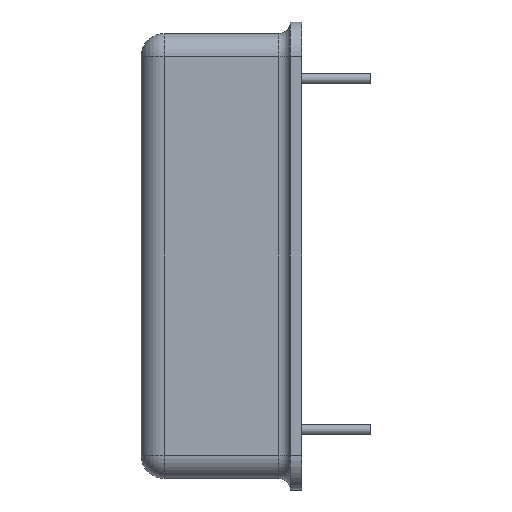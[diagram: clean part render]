
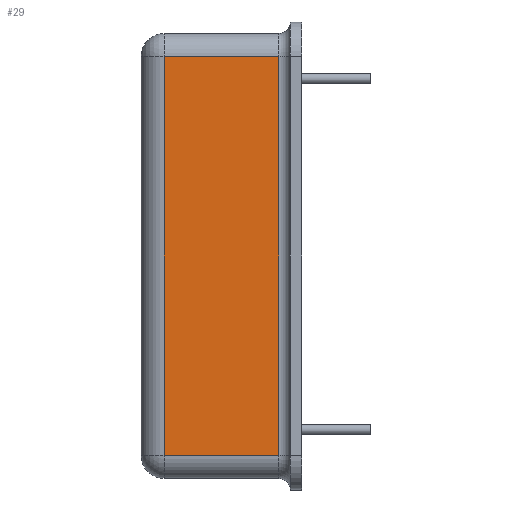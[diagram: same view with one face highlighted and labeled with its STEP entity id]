
A CAD part, left-side view. The second image highlights one B-rep face of the part: STEP entity #29.
In plain terms, the highlighted planar face has unit normal (-1, 0, 0).
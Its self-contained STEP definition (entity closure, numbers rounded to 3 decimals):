
#17 = DIRECTION ( 'NONE',  ( 0., -1., 0. ) ) ;
#29 = ADVANCED_FACE ( 'NONE', ( #242 ), #331, .F. ) ;
#45 = CARTESIAN_POINT ( 'NONE',  ( 0.5, 1., -1.5 ) ) ;
#58 = EDGE_CURVE ( 'NONE', #771, #236, #632, .T. ) ;
#103 = ORIENTED_EDGE ( 'NONE', *, *, #912, .T. ) ;
#104 = DIRECTION ( 'NONE',  ( 0., 1., 0. ) ) ;
#110 = VERTEX_POINT ( 'NONE', #586 ) ;
#127 = CARTESIAN_POINT ( 'NONE',  ( 0.5, 5.98, -18.82 ) ) ;
#209 = DIRECTION ( 'NONE',  ( 0., 0., -1. ) ) ;
#236 = VERTEX_POINT ( 'NONE', #841 ) ;
#242 = FACE_OUTER_BOUND ( 'NONE', #1307, .T. ) ;
#284 = DIRECTION ( 'NONE',  ( 0., 0., -1. ) ) ;
#331 = PLANE ( 'NONE',  #995 ) ;
#335 = EDGE_CURVE ( 'NONE', #236, #946, #980, .T. ) ;
#369 = ORIENTED_EDGE ( 'NONE', *, *, #58, .T. ) ;
#393 = ORIENTED_EDGE ( 'NONE', *, *, #335, .T. ) ;
#488 = CARTESIAN_POINT ( 'NONE',  ( 0.5, 6.98, -18.82 ) ) ;
#493 = DIRECTION ( 'NONE',  ( 0., 0., 1. ) ) ;
#564 = VECTOR ( 'NONE', #17, 1000. ) ;
#570 = CARTESIAN_POINT ( 'NONE',  ( 0.5, 1., -1.5 ) ) ;
#586 = CARTESIAN_POINT ( 'NONE',  ( 0.5, 1., -18.82 ) ) ;
#632 = LINE ( 'NONE', #1362, #885 ) ;
#680 = CARTESIAN_POINT ( 'NONE',  ( 0.5, 6.98, -19.82 ) ) ;
#771 = VERTEX_POINT ( 'NONE', #570 ) ;
#834 = LINE ( 'NONE', #45, #1105 ) ;
#841 = CARTESIAN_POINT ( 'NONE',  ( 0.5, 5.98, -1.5 ) ) ;
#885 = VECTOR ( 'NONE', #104, 1000. ) ;
#912 = EDGE_CURVE ( 'NONE', #946, #110, #1171, .T. ) ;
#946 = VERTEX_POINT ( 'NONE', #127 ) ;
#964 = VECTOR ( 'NONE', #284, 1000. ) ;
#980 = LINE ( 'NONE', #1104, #964 ) ;
#995 = AXIS2_PLACEMENT_3D ( 'NONE', #680, #1134, #209 ) ;
#1016 = EDGE_CURVE ( 'NONE', #110, #771, #834, .T. ) ;
#1104 = CARTESIAN_POINT ( 'NONE',  ( 0.5, 5.98, -19.82 ) ) ;
#1105 = VECTOR ( 'NONE', #493, 1000. ) ;
#1134 = DIRECTION ( 'NONE',  ( 1., 0., 0. ) ) ;
#1171 = LINE ( 'NONE', #488, #564 ) ;
#1247 = ORIENTED_EDGE ( 'NONE', *, *, #1016, .T. ) ;
#1307 = EDGE_LOOP ( 'NONE', ( #103, #1247, #369, #393 ) ) ;
#1362 = CARTESIAN_POINT ( 'NONE',  ( 0.5, 6.98, -1.5 ) ) ;
